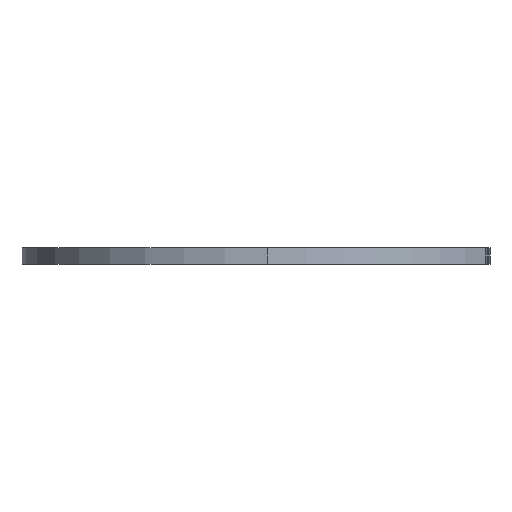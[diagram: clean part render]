
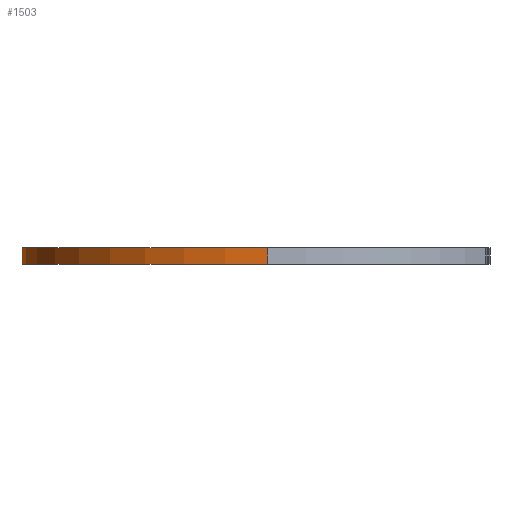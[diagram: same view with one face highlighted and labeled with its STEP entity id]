
A CAD part, left-side view. The second image highlights one B-rep face of the part: STEP entity #1503.
In plain terms, the highlighted cylindrical face has radius 145 mm (diameter 290 mm), a partial arc.
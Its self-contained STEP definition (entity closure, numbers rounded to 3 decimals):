
#83 = LINE ( 'NONE', #2717, #2750 ) ;
#100 = DIRECTION ( 'NONE',  ( 0., 0., -1. ) ) ;
#170 = CARTESIAN_POINT ( 'NONE',  ( -145., 0., 0. ) ) ;
#293 = DIRECTION ( 'NONE',  ( -1., 0., 0. ) ) ;
#332 = VERTEX_POINT ( 'NONE', #1358 ) ;
#503 = ORIENTED_EDGE ( 'NONE', *, *, #1467, .F. ) ;
#640 = AXIS2_PLACEMENT_3D ( 'NONE', #2734, #1647, #293 ) ;
#826 = ORIENTED_EDGE ( 'NONE', *, *, #1274, .F. ) ;
#1056 = AXIS2_PLACEMENT_3D ( 'NONE', #3444, #1322, #2633 ) ;
#1111 = CIRCLE ( 'NONE', #1056, 145. ) ;
#1215 = EDGE_CURVE ( 'NONE', #1405, #2474, #1447, .T. ) ;
#1222 = DIRECTION ( 'NONE',  ( 0., 0., 1. ) ) ;
#1252 = CARTESIAN_POINT ( 'NONE',  ( 0., 0., 0. ) ) ;
#1274 = EDGE_CURVE ( 'NONE', #2993, #332, #1111, .T. ) ;
#1322 = DIRECTION ( 'NONE',  ( 0., 0., 1. ) ) ;
#1358 = CARTESIAN_POINT ( 'NONE',  ( -145., 0., 10. ) ) ;
#1376 = VECTOR ( 'NONE', #2423, 1000. ) ;
#1405 = VERTEX_POINT ( 'NONE', #1585 ) ;
#1447 = CIRCLE ( 'NONE', #2169, 145. ) ;
#1467 = EDGE_CURVE ( 'NONE', #332, #2474, #3224, .T. ) ;
#1503 = ADVANCED_FACE ( 'NONE', ( #1947 ), #2932, .T. ) ;
#1585 = CARTESIAN_POINT ( 'NONE',  ( 145., 0., 0. ) ) ;
#1647 = DIRECTION ( 'NONE',  ( 0., 0., -1. ) ) ;
#1673 = CARTESIAN_POINT ( 'NONE',  ( 145., 0., 10. ) ) ;
#1947 = FACE_OUTER_BOUND ( 'NONE', #2789, .T. ) ;
#2044 = ORIENTED_EDGE ( 'NONE', *, *, #2670, .T. ) ;
#2169 = AXIS2_PLACEMENT_3D ( 'NONE', #1252, #1222, #3321 ) ;
#2369 = ORIENTED_EDGE ( 'NONE', *, *, #1215, .T. ) ;
#2423 = DIRECTION ( 'NONE',  ( 0., 0., -1. ) ) ;
#2474 = VERTEX_POINT ( 'NONE', #170 ) ;
#2633 = DIRECTION ( 'NONE',  ( 1., 0., 0. ) ) ;
#2670 = EDGE_CURVE ( 'NONE', #2993, #1405, #83, .T. ) ;
#2702 = CARTESIAN_POINT ( 'NONE',  ( -145., 0., 10. ) ) ;
#2717 = CARTESIAN_POINT ( 'NONE',  ( 145., 0., 10. ) ) ;
#2734 = CARTESIAN_POINT ( 'NONE',  ( 0., 0., 10. ) ) ;
#2750 = VECTOR ( 'NONE', #100, 1000. ) ;
#2789 = EDGE_LOOP ( 'NONE', ( #826, #2044, #2369, #503 ) ) ;
#2932 = CYLINDRICAL_SURFACE ( 'NONE', #640, 145. ) ;
#2993 = VERTEX_POINT ( 'NONE', #1673 ) ;
#3224 = LINE ( 'NONE', #2702, #1376 ) ;
#3321 = DIRECTION ( 'NONE',  ( 1., 0., 0. ) ) ;
#3444 = CARTESIAN_POINT ( 'NONE',  ( 0., 0., 10. ) ) ;
